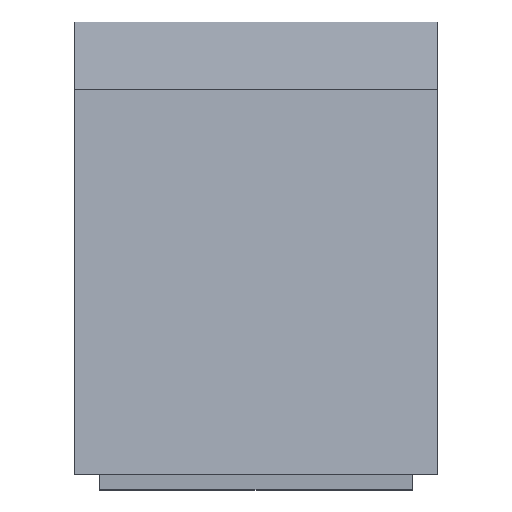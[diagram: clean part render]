
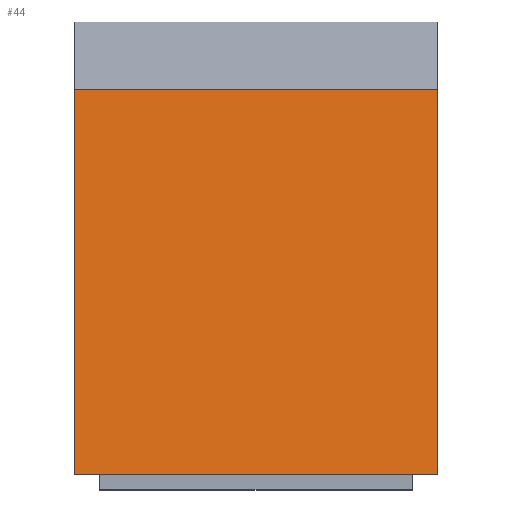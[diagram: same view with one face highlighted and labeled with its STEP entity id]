
A CAD part, top view. The second image highlights one B-rep face of the part: STEP entity #44.
In plain terms, the highlighted planar face has unit normal (0, 0.101, 0.995).
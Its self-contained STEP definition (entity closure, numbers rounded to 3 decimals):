
#18 = FACE_OUTER_BOUND ( 'NONE', #320, .T. ) ;
#27 = DIRECTION ( 'NONE',  ( -1., 0., 0. ) ) ;
#38 = CARTESIAN_POINT ( 'NONE',  ( -180., 203.027, 116. ) ) ;
#44 = ADVANCED_FACE ( 'NONE', ( #18 ), #401, .F. ) ;
#46 = CARTESIAN_POINT ( 'NONE',  ( 180., 203.027, 116. ) ) ;
#65 = DIRECTION ( 'NONE',  ( 0., -0.101, -0.995 ) ) ;
#68 = CARTESIAN_POINT ( 'NONE',  ( 180., 203.027, 116. ) ) ;
#74 = LINE ( 'NONE', #371, #286 ) ;
#75 = CARTESIAN_POINT ( 'NONE',  ( 180., -180., 155. ) ) ;
#93 = ORIENTED_EDGE ( 'NONE', *, *, #274, .T. ) ;
#119 = CARTESIAN_POINT ( 'NONE',  ( 180., -180., 155. ) ) ;
#124 = DIRECTION ( 'NONE',  ( -1., 0., 0. ) ) ;
#127 = VERTEX_POINT ( 'NONE', #38 ) ;
#134 = AXIS2_PLACEMENT_3D ( 'NONE', #257, #65, #248 ) ;
#138 = CARTESIAN_POINT ( 'NONE',  ( -180., -180., 155. ) ) ;
#156 = VECTOR ( 'NONE', #27, 1000. ) ;
#183 = ORIENTED_EDGE ( 'NONE', *, *, #288, .F. ) ;
#186 = VERTEX_POINT ( 'NONE', #138 ) ;
#204 = VECTOR ( 'NONE', #294, 1000. ) ;
#216 = LINE ( 'NONE', #330, #204 ) ;
#220 = VERTEX_POINT ( 'NONE', #68 ) ;
#244 = LINE ( 'NONE', #46, #156 ) ;
#247 = VECTOR ( 'NONE', #124, 1000. ) ;
#248 = DIRECTION ( 'NONE',  ( 0., 0.995, -0.101 ) ) ;
#257 = CARTESIAN_POINT ( 'NONE',  ( 180., 203.027, 116. ) ) ;
#274 = EDGE_CURVE ( 'NONE', #220, #127, #244, .T. ) ;
#277 = VERTEX_POINT ( 'NONE', #75 ) ;
#283 = LINE ( 'NONE', #119, #247 ) ;
#284 = ORIENTED_EDGE ( 'NONE', *, *, #338, .T. ) ;
#286 = VECTOR ( 'NONE', #374, 1000. ) ;
#288 = EDGE_CURVE ( 'NONE', #277, #186, #283, .T. ) ;
#294 = DIRECTION ( 'NONE',  ( 0., -0.995, 0.101 ) ) ;
#320 = EDGE_LOOP ( 'NONE', ( #284, #183, #405, #93 ) ) ;
#327 = EDGE_CURVE ( 'NONE', #220, #277, #216, .T. ) ;
#330 = CARTESIAN_POINT ( 'NONE',  ( 180., 203.027, 116. ) ) ;
#338 = EDGE_CURVE ( 'NONE', #127, #186, #74, .T. ) ;
#371 = CARTESIAN_POINT ( 'NONE',  ( -180., 203.027, 116. ) ) ;
#374 = DIRECTION ( 'NONE',  ( 0., -0.995, 0.101 ) ) ;
#401 = PLANE ( 'NONE',  #134 ) ;
#405 = ORIENTED_EDGE ( 'NONE', *, *, #327, .F. ) ;
